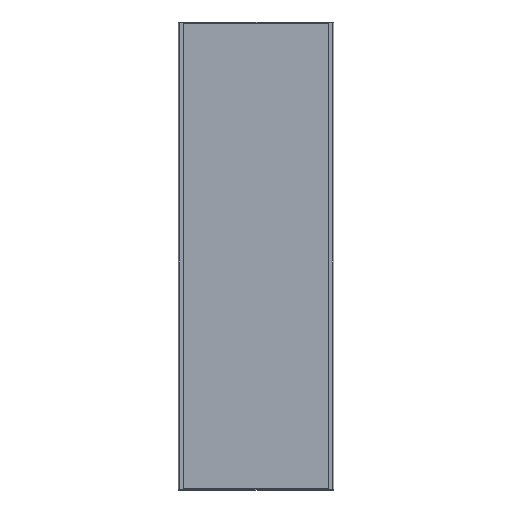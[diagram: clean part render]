
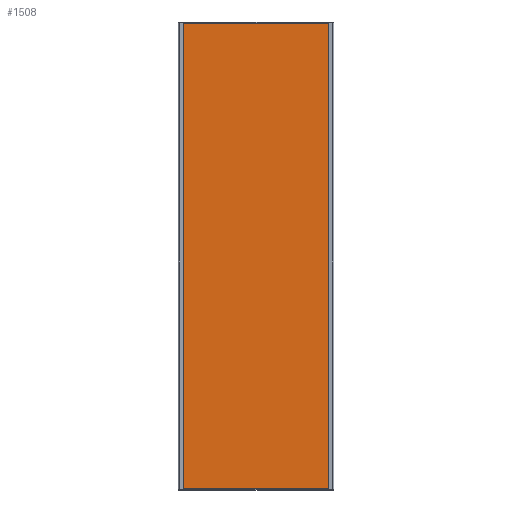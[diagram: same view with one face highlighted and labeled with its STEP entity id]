
A CAD part, top view. The second image highlights one B-rep face of the part: STEP entity #1508.
In plain terms, the highlighted planar face has unit normal (0, 0, 1).
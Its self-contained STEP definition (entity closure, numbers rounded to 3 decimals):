
#25 = VECTOR ( 'NONE', #429, 1000. ) ;
#68 = DIRECTION ( 'NONE',  ( 0., -1., 0. ) ) ;
#120 = ORIENTED_EDGE ( 'NONE', *, *, #1955, .F. ) ;
#217 = FACE_OUTER_BOUND ( 'NONE', #2079, .T. ) ;
#277 = ORIENTED_EDGE ( 'NONE', *, *, #920, .F. ) ;
#429 = DIRECTION ( 'NONE',  ( 0., 1., 0. ) ) ;
#453 = CARTESIAN_POINT ( 'NONE',  ( 296., 896., 0. ) ) ;
#653 = EDGE_CURVE ( 'NONE', #2651, #1588, #883, .T. ) ;
#693 = PLANE ( 'NONE',  #2184 ) ;
#754 = CARTESIAN_POINT ( 'NONE',  ( -297.929, 896., 0. ) ) ;
#803 = ORIENTED_EDGE ( 'NONE', *, *, #832, .F. ) ;
#824 = CARTESIAN_POINT ( 'NONE',  ( 296., 897.929, 0. ) ) ;
#832 = EDGE_CURVE ( 'NONE', #3146, #1124, #2264, .T. ) ;
#883 = LINE ( 'NONE', #3059, #25 ) ;
#885 = ORIENTED_EDGE ( 'NONE', *, *, #653, .F. ) ;
#920 = EDGE_CURVE ( 'NONE', #1588, #3146, #1750, .T. ) ;
#1063 = CARTESIAN_POINT ( 'NONE',  ( -296., -896., 0. ) ) ;
#1124 = VERTEX_POINT ( 'NONE', #1944 ) ;
#1239 = VECTOR ( 'NONE', #68, 1000. ) ;
#1246 = VECTOR ( 'NONE', #1301, 1000. ) ;
#1301 = DIRECTION ( 'NONE',  ( -1., 0., 0. ) ) ;
#1373 = DIRECTION ( 'NONE',  ( 1., 0., 0. ) ) ;
#1508 = ADVANCED_FACE ( 'NONE', ( #217 ), #693, .T. ) ;
#1588 = VERTEX_POINT ( 'NONE', #2676 ) ;
#1750 = LINE ( 'NONE', #754, #2221 ) ;
#1785 = CARTESIAN_POINT ( 'NONE',  ( 297.929, -896., 0. ) ) ;
#1944 = CARTESIAN_POINT ( 'NONE',  ( 296., -896., 0. ) ) ;
#1955 = EDGE_CURVE ( 'NONE', #1124, #2651, #2734, .T. ) ;
#1978 = DIRECTION ( 'NONE',  ( 1., 0., 0. ) ) ;
#2079 = EDGE_LOOP ( 'NONE', ( #885, #120, #803, #277 ) ) ;
#2184 = AXIS2_PLACEMENT_3D ( 'NONE', #2870, #2835, #1373 ) ;
#2221 = VECTOR ( 'NONE', #1978, 1000. ) ;
#2264 = LINE ( 'NONE', #824, #1239 ) ;
#2651 = VERTEX_POINT ( 'NONE', #1063 ) ;
#2676 = CARTESIAN_POINT ( 'NONE',  ( -296., 896., 0. ) ) ;
#2734 = LINE ( 'NONE', #1785, #1246 ) ;
#2835 = DIRECTION ( 'NONE',  ( 0., 0., 1. ) ) ;
#2870 = CARTESIAN_POINT ( 'NONE',  ( 0., 0., 0. ) ) ;
#3059 = CARTESIAN_POINT ( 'NONE',  ( -296., -897.929, 0. ) ) ;
#3146 = VERTEX_POINT ( 'NONE', #453 ) ;
